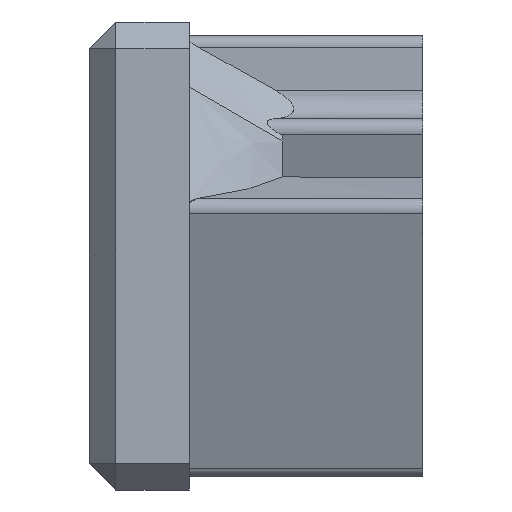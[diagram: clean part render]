
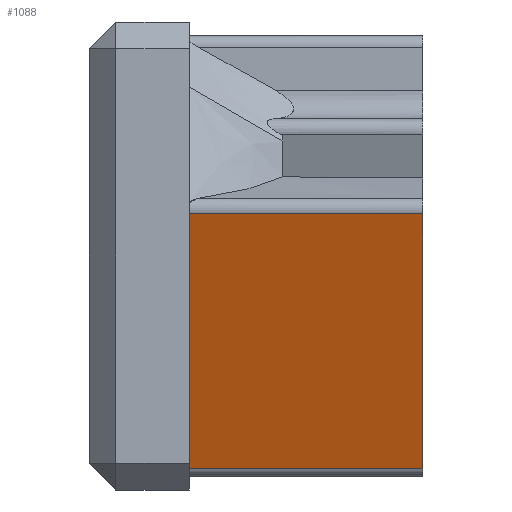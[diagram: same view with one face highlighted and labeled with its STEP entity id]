
A CAD part, left-side view. The second image highlights one B-rep face of the part: STEP entity #1088.
In plain terms, the highlighted planar face has unit normal (-0.94, 0, -0.342).
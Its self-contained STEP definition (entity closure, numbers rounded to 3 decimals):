
#81=FACE_OUTER_BOUND('',#143,.T.);
#143=EDGE_LOOP('',(#771,#772,#773,#774));
#253=LINE('',#1646,#357);
#254=LINE('',#1648,#358);
#255=LINE('',#1650,#359);
#256=LINE('',#1651,#360);
#357=VECTOR('',#1320,10.);
#358=VECTOR('',#1321,1000.);
#359=VECTOR('',#1322,1000.);
#360=VECTOR('',#1323,1000.);
#469=VERTEX_POINT('',#1644);
#470=VERTEX_POINT('',#1645);
#471=VERTEX_POINT('',#1647);
#472=VERTEX_POINT('',#1649);
#587=EDGE_CURVE('',#469,#470,#253,.T.);
#588=EDGE_CURVE('',#471,#469,#254,.T.);
#589=EDGE_CURVE('',#471,#472,#255,.T.);
#590=EDGE_CURVE('',#470,#472,#256,.F.);
#771=ORIENTED_EDGE('',*,*,#587,.F.);
#772=ORIENTED_EDGE('',*,*,#588,.F.);
#773=ORIENTED_EDGE('',*,*,#589,.T.);
#774=ORIENTED_EDGE('',*,*,#590,.F.);
#1042=PLANE('',#1177);
#1088=ADVANCED_FACE('',(#81),#1042,.F.);
#1177=AXIS2_PLACEMENT_3D('',#1643,#1318,#1319);
#1318=DIRECTION('center_axis',(0.94,0.,0.342));
#1319=DIRECTION('ref_axis',(0.342,0.,-0.94));
#1320=DIRECTION('',(-0.342,0.,0.94));
#1321=DIRECTION('',(0.,1.,0.));
#1322=DIRECTION('',(-0.342,0.,0.94));
#1323=DIRECTION('',(0.,1.,0.));
#1643=CARTESIAN_POINT('Origin',(96.265,17.966,38.41));
#1644=CARTESIAN_POINT('',(96.858,-3.96,36.783));
#1645=CARTESIAN_POINT('',(95.468,-3.96,40.6));
#1646=CARTESIAN_POINT('',(96.318,-3.96,38.266));
#1647=CARTESIAN_POINT('',(96.858,-7.46,36.783));
#1648=CARTESIAN_POINT('',(96.858,17.966,36.783));
#1649=CARTESIAN_POINT('',(95.468,-7.46,40.6));
#1650=CARTESIAN_POINT('',(96.641,-7.46,37.378));
#1651=CARTESIAN_POINT('',(95.468,17.966,40.6));
